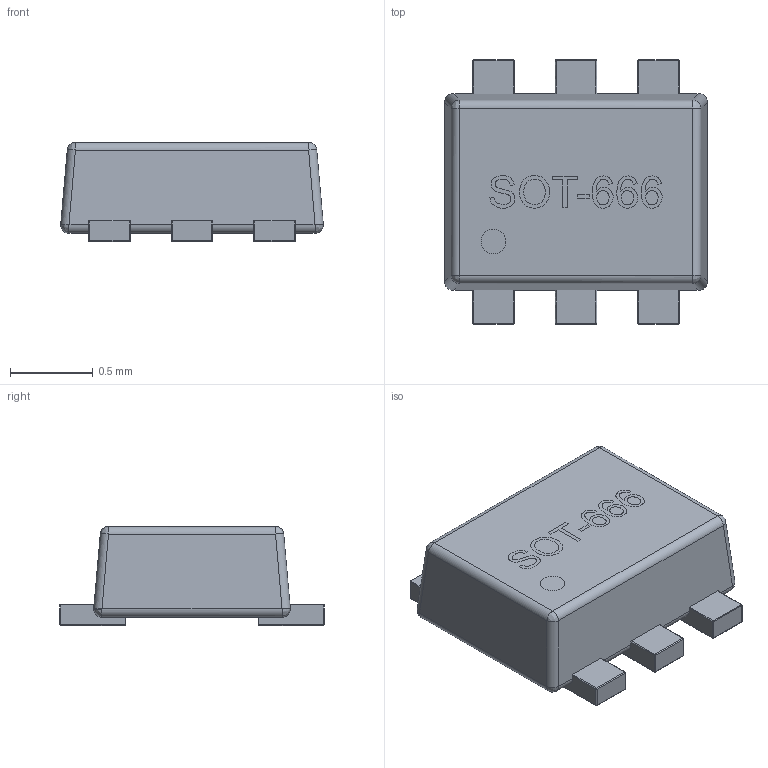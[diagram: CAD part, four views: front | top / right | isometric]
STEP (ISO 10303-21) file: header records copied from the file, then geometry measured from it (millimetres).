
FILE_DESCRIPTION(/* description */ ('Alibre Inc.'),/* implementation_level */ '2;1');
FILE_NAME(/* name */ 'export-BD5E3CBE-9E19-40DB-8D82-0652AEB4724D',/* time_stamp */ '2020-09-06T00:48:29-07:00',/* author */ (''),/* organization */ (''),/* preprocessor_version */ 'ST-DEVELOPER v17',/* originating_system */ 'Alibre',/* authorisation */ '');
FILE_SCHEMA (('AUTOMOTIVE_DESIGN'));
Length unit declared in the file: millimetre
Products named in the file (2): User Library-SOT50P160X60-6; SOT666
Bounding box: 1.59 x 1.6 x 0.6 mm (x, y, z)
Volume: 1 mm3; surface area: 7.5 mm2
Topology: 1 solids, 1 shells, 160 faces, 515 edges, 339 vertices
Faces by surface type: bspline 106, plane 54
Entity records: 6601 total; most frequent: CARTESIAN_POINT 3733, ORIENTED_EDGE 970, EDGE_CURVE 485, B_SPLINE_CURVE_WITH_KNOTS 363, VERTEX_POINT 339, EDGE_LOOP 172, FACE_BOUND 172, ADVANCED_FACE 160
